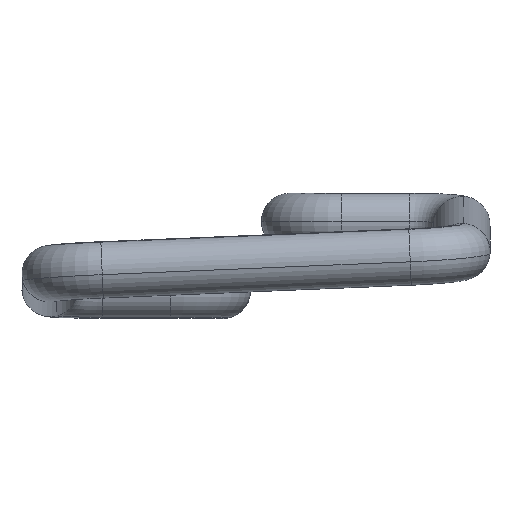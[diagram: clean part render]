
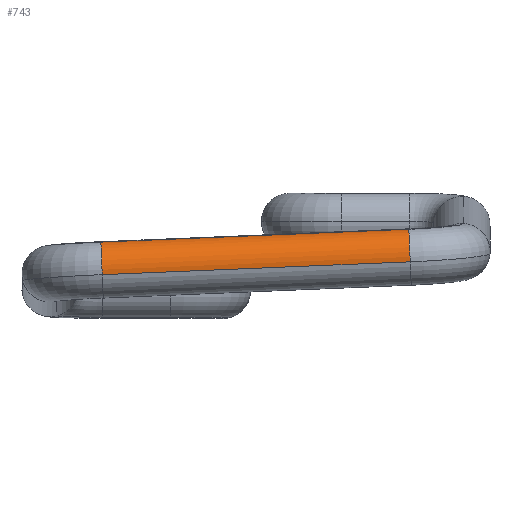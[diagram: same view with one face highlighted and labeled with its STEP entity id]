
A CAD part, top view. The second image highlights one B-rep face of the part: STEP entity #743.
In plain terms, the highlighted cylindrical face has radius 1.833 mm (diameter 3.665 mm), a partial arc.
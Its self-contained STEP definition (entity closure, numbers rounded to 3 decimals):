
#562 = VERTEX_POINT('',#563);
#563 = CARTESIAN_POINT('',(10.025,17.131,
    18.888));
#623 = VERTEX_POINT('',#624);
#624 = CARTESIAN_POINT('',(9.937,19.248,17.396
    ));
#648 = EDGE_CURVE('',#623,#562,#649,.T.);
#649 = CIRCLE('',#650,1.833);
#650 = AXIS2_PLACEMENT_3D('',#651,#652,#653);
#651 = CARTESIAN_POINT('',(10.012,17.444,17.083));
#652 = DIRECTION('',(0.999,0.042,
    0.));
#653 = DIRECTION('',(0.003,-0.065,
    0.998));
#665 = EDGE_CURVE('',#562,#666,#668,.T.);
#666 = VERTEX_POINT('',#667);
#667 = CARTESIAN_POINT('',(-9.994,16.296,
    18.888));
#668 = LINE('',#669,#670);
#669 = CARTESIAN_POINT('',(10.025,17.131,
    18.888));
#670 = VECTOR('',#671,1.);
#671 = DIRECTION('',(-0.999,-0.042,
    0.));
#724 = VERTEX_POINT('',#725);
#725 = CARTESIAN_POINT('',(-10.083,18.413,
    17.396));
#732 = EDGE_CURVE('',#623,#724,#733,.T.);
#733 = LINE('',#734,#735);
#734 = CARTESIAN_POINT('',(9.937,19.248,17.396
    ));
#735 = VECTOR('',#736,1.);
#736 = DIRECTION('',(-0.999,-0.042,
    0.));
#743 = ADVANCED_FACE('',(#744),#756,.T.);
#744 = FACE_BOUND('',#745,.T.);
#745 = EDGE_LOOP('',(#746,#747,#754,#755));
#746 = ORIENTED_EDGE('',*,*,#732,.T.);
#747 = ORIENTED_EDGE('',*,*,#748,.F.);
#748 = EDGE_CURVE('',#666,#724,#749,.T.);
#749 = CIRCLE('',#750,1.833);
#750 = AXIS2_PLACEMENT_3D('',#751,#752,#753);
#751 = CARTESIAN_POINT('',(-10.008,16.609,17.083));
#752 = DIRECTION('',(-0.999,-0.042,
    0.));
#753 = DIRECTION('',(0.007,-0.171,0.985)
  );
#754 = ORIENTED_EDGE('',*,*,#665,.F.);
#755 = ORIENTED_EDGE('',*,*,#648,.F.);
#756 = CYLINDRICAL_SURFACE('',#757,1.833);
#757 = AXIS2_PLACEMENT_3D('',#758,#759,#760);
#758 = CARTESIAN_POINT('',(10.012,17.444,17.083));
#759 = DIRECTION('',(-0.999,-0.042,
    0.));
#760 = DIRECTION('',(0.007,-0.171,0.985)
  );
